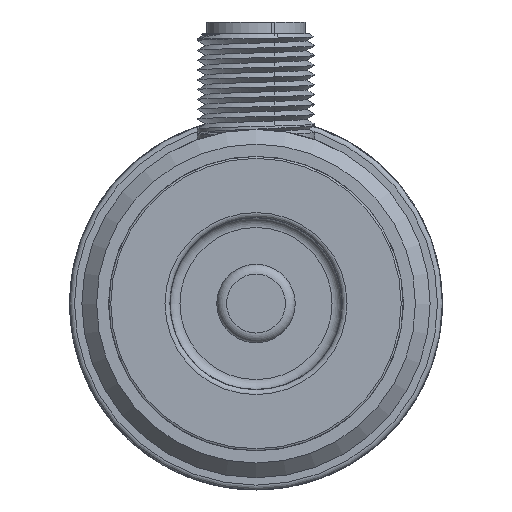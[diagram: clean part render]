
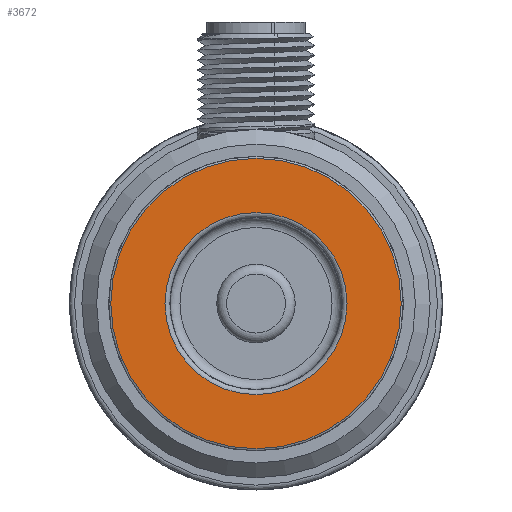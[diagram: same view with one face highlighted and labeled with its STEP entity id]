
A CAD part, left-side view. The second image highlights one B-rep face of the part: STEP entity #3672.
In plain terms, the highlighted planar face has unit normal (-1, 0, 0).
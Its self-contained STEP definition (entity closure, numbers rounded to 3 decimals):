
#2736=PLANE('',#12342);
#3672=ADVANCED_FACE('',(#4508,#4509),#2736,.T.);
#4508=FACE_BOUND('',#4738,.T.);
#4509=FACE_BOUND('',#4739,.T.);
#4738=EDGE_LOOP('',(#5584));
#4739=EDGE_LOOP('',(#5585));
#5584=ORIENTED_EDGE('',*,*,#10212,.T.);
#5585=ORIENTED_EDGE('',*,*,#10213,.F.);
#9050=VERTEX_POINT('',#16553);
#9051=VERTEX_POINT('',#16555);
#10212=EDGE_CURVE('',#9050,#9050,#11946,.T.);
#10213=EDGE_CURVE('',#9051,#9051,#11947,.T.);
#11946=CIRCLE('',#12340,9.276);
#11947=CIRCLE('',#12341,14.8);
#12340=AXIS2_PLACEMENT_3D('',#16552,#13444,#13445);
#12341=AXIS2_PLACEMENT_3D('',#16554,#13446,#13447);
#12342=AXIS2_PLACEMENT_3D('',#16556,#13448,#13449);
#13444=DIRECTION('',(1.,0.,0.));
#13445=DIRECTION('',(0.,0.,-1.));
#13446=DIRECTION('',(1.,0.,0.));
#13447=DIRECTION('',(0.,0.,-1.));
#13448=DIRECTION('',(-1.,0.,0.));
#13449=DIRECTION('',(0.,0.,-1.));
#16552=CARTESIAN_POINT('',(8663.032,3063.297,0.));
#16553=CARTESIAN_POINT('',(8663.032,3063.297,-9.276));
#16554=CARTESIAN_POINT('',(8663.032,3063.297,0.));
#16555=CARTESIAN_POINT('',(8663.032,3063.297,-14.8));
#16556=CARTESIAN_POINT('',(8663.032,3048.497,0.));
